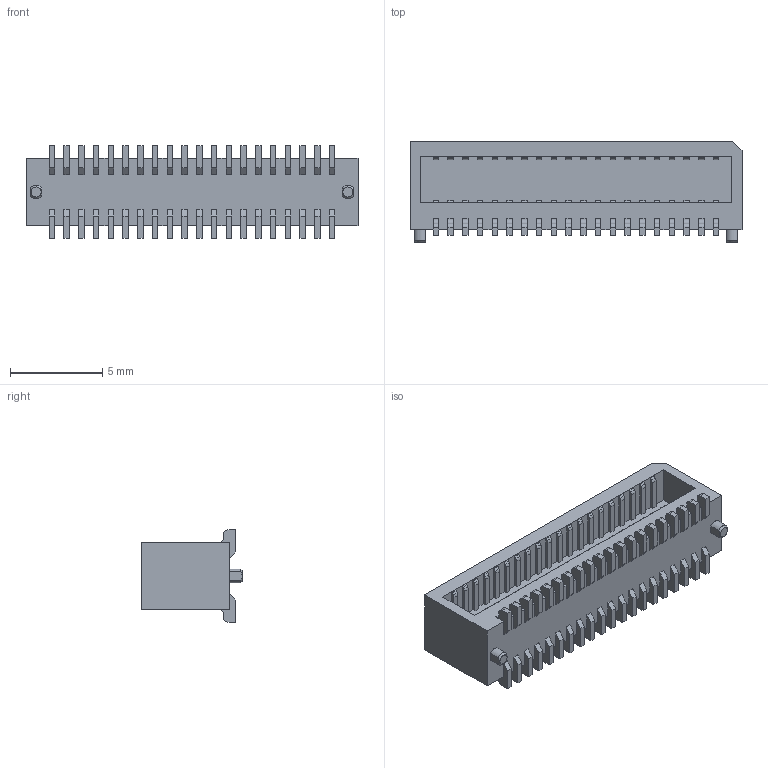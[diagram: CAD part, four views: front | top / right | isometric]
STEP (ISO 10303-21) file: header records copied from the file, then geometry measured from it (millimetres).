
FILE_DESCRIPTION((''),'2;1');
FILE_NAME('FBB08002-F40','2022-04-29T',('工程三'),(''),'PRO/ENGINEER BY PARAMETRIC TECHNOLOGY CORPORATION, 2010280','PRO/ENGINEER BY PARAMETRIC TECHNOLOGY CORPORATION, 2010280','');
FILE_SCHEMA(('CONFIG_CONTROL_DESIGN'));
Length unit declared in the file: millimetre
Products named in the file (1): FBB08002-F40
Bounding box: 18 x 5.5 x 5.01 mm (x, y, z)
Volume: 243.3 mm3; surface area: 507.1 mm2
Topology: 1 solids, 1 shells, 566 faces, 1683 edges, 1122 vertices
Faces by surface type: plane 418, cylinder 144, cone 4
Entity records: 18917 total; most frequent: CARTESIAN_POINT 3407, ORIENTED_EDGE 3366, DIRECTION 3099, EDGE_CURVE 1683, VECTOR 1383, LINE 1383, VERTEX_POINT 1122, AXIS2_PLACEMENT_3D 858
